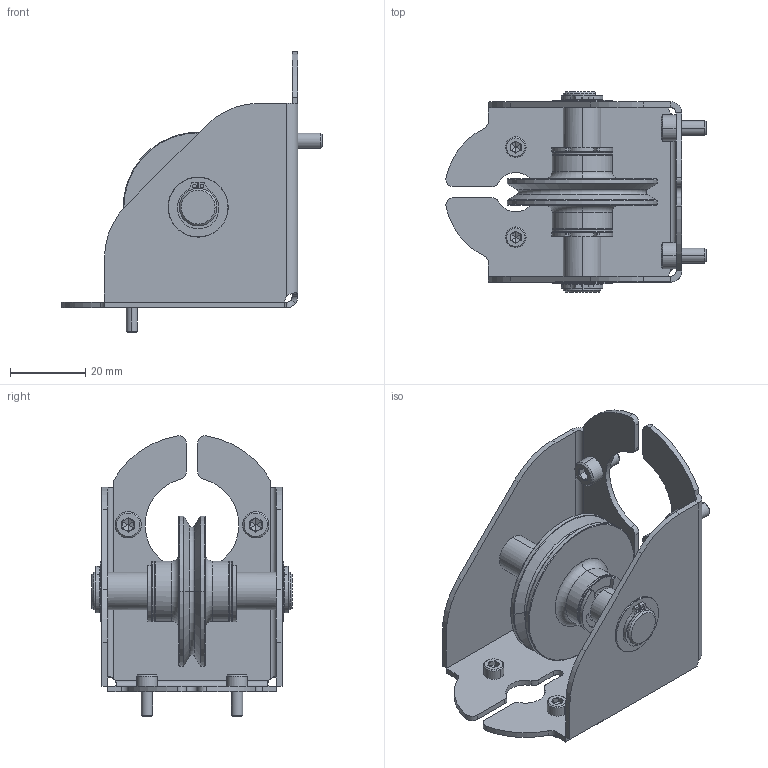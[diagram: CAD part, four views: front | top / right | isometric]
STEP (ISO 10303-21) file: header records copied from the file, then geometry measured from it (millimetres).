
FILE_DESCRIPTION((''),'2;1');
FILE_NAME('CAD-6773','2019-11-05T07:58:17',('creinig-se'),(''),'CREO PARAMETRIC BY PTC INC, 2018420','CREO PARAMETRIC BY PTC INC, 2018420','');
FILE_SCHEMA(('CONFIG_CONTROL_DESIGN','SHAPE_APPEARANCE_LAYERS_GROUPS'));
Length unit declared in the file: millimetre
Products named in the file (1): CAD-6773
Bounding box: 69.33 x 53.4 x 74.72 mm (x, y, z)
Volume: 27344.6 mm3; surface area: 25083.1 mm2
Topology: 1 solids, 5 shells, 444 faces, 1147 edges, 719 vertices
Faces by surface type: cylinder 171, plane 168, cone 85, torus 14, bspline 6
Entity records: 19146 total; most frequent: CARTESIAN_POINT 2732, DIRECTION 2507, ORIENTED_EDGE 2294, PRESENTATION_STYLE_ASSIGNMENT 1287, STYLED_ITEM 1149, CURVE_STYLE 1148, EDGE_CURVE 1147, AXIS2_PLACEMENT_3D 961
